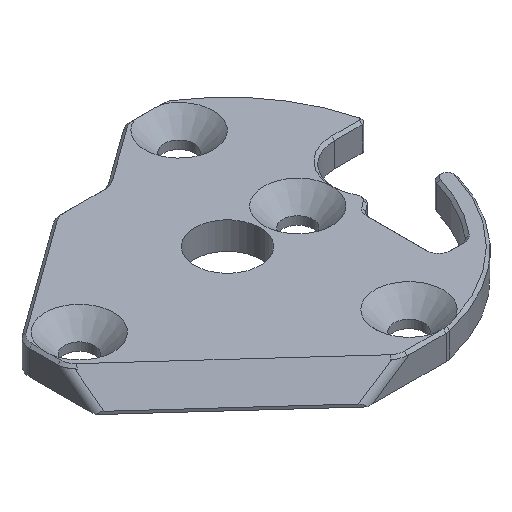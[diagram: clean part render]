
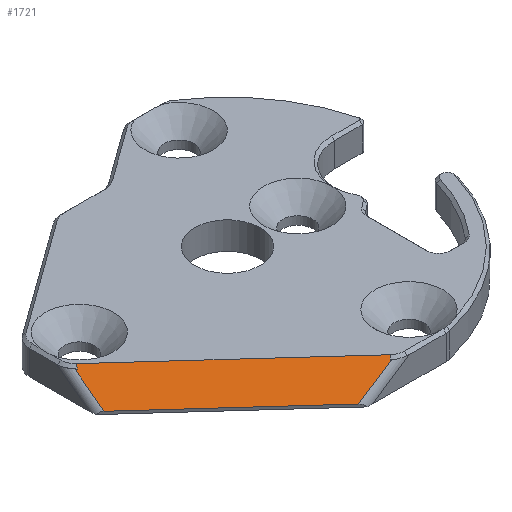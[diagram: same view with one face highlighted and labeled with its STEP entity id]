
A CAD part, isometric view. The second image highlights one B-rep face of the part: STEP entity #1721.
In plain terms, the highlighted planar face has unit normal (-0.475, -0.524, 0.707).
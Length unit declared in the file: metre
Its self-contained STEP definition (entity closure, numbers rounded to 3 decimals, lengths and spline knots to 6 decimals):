
#16=ELLIPSE('',#1931,0.002828,0.002);
#17=ELLIPSE('',#1932,0.002828,0.002);
#52=PLANE('',#1930);
#153=LINE('',#2791,#284);
#211=LINE('',#3023,#342);
#213=LINE('',#3027,#344);
#214=LINE('',#3030,#345);
#215=LINE('',#3034,#346);
#216=LINE('',#3037,#347);
#284=VECTOR('',#2202,1.);
#342=VECTOR('',#2426,1.);
#344=VECTOR('',#2432,1.);
#345=VECTOR('',#2433,1.);
#346=VECTOR('',#2436,1.);
#347=VECTOR('',#2439,1.);
#780=ORIENTED_EDGE('',*,*,#1093,.T.);
#781=ORIENTED_EDGE('',*,*,#1094,.T.);
#782=ORIENTED_EDGE('',*,*,#1095,.F.);
#783=ORIENTED_EDGE('',*,*,#1096,.F.);
#784=ORIENTED_EDGE('',*,*,#993,.F.);
#785=ORIENTED_EDGE('',*,*,#1091,.T.);
#786=ORIENTED_EDGE('',*,*,#1097,.F.);
#787=ORIENTED_EDGE('',*,*,#1098,.T.);
#993=EDGE_CURVE('',#1226,#1227,#153,.T.);
#1091=EDGE_CURVE('',#1226,#1271,#211,.T.);
#1093=EDGE_CURVE('',#1272,#1273,#213,.T.);
#1094=EDGE_CURVE('',#1273,#1274,#214,.T.);
#1095=EDGE_CURVE('',#1275,#1274,#16,.T.);
#1096=EDGE_CURVE('',#1227,#1275,#215,.T.);
#1097=EDGE_CURVE('',#1276,#1271,#17,.T.);
#1098=EDGE_CURVE('',#1276,#1272,#216,.T.);
#1226=VERTEX_POINT('',#2790);
#1227=VERTEX_POINT('',#2792);
#1271=VERTEX_POINT('',#3022);
#1272=VERTEX_POINT('',#3028);
#1273=VERTEX_POINT('',#3029);
#1274=VERTEX_POINT('',#3031);
#1275=VERTEX_POINT('',#3033);
#1276=VERTEX_POINT('',#3036);
#1472=EDGE_LOOP('',(#780,#781,#782,#783,#784,#785,#786,#787));
#1585=FACE_BOUND('',#1472,.T.);
#1721=ADVANCED_FACE('',(#1585),#52,.T.);
#1930=AXIS2_PLACEMENT_3D('',#3026,#2430,#2431);
#1931=AXIS2_PLACEMENT_3D('',#3032,#2434,#2435);
#1932=AXIS2_PLACEMENT_3D('',#3035,#2437,#2438);
#2202=DIRECTION('',(0.741,-0.671,0.));
#2426=DIRECTION('',(-0.475,-0.524,-0.707));
#2430=DIRECTION('',(-0.475,-0.524,0.707));
#2431=DIRECTION('',(-0.741,0.671,0.));
#2432=DIRECTION('',(0.741,-0.671,0.));
#2433=DIRECTION('',(0.83,0.,0.557));
#2434=DIRECTION('',(-0.475,-0.524,0.707));
#2435=DIRECTION('',(-0.475,-0.524,-0.707));
#2436=DIRECTION('',(-0.475,-0.524,-0.707));
#2437=DIRECTION('',(-0.475,-0.524,0.707));
#2438=DIRECTION('',(-0.475,-0.524,-0.707));
#2439=DIRECTION('',(0.,-0.803,-0.595));
#2790=CARTESIAN_POINT('',(-0.019441,-0.002873,0.003));
#2791=CARTESIAN_POINT('',(-0.00135,-0.01926,0.003));
#2792=CARTESIAN_POINT('',(-0.00135,-0.01926,0.003));
#3022=CARTESIAN_POINT('',(-0.019643,-0.003095,0.0027));
#3023=CARTESIAN_POINT('',(-0.019441,-0.002873,0.003));
#3026=CARTESIAN_POINT('',(-0.010192,-0.011251,0.003));
#3027=CARTESIAN_POINT('',(-0.012427,-0.012869,0.0003));
#3028=CARTESIAN_POINT('',(-0.019775,-0.006214,0.0003));
#3029=CARTESIAN_POINT('',(-0.00508,-0.019524,0.0003));
#3030=CARTESIAN_POINT('',(-0.000372,-0.019524,0.003461));
#3031=CARTESIAN_POINT('',(-0.001504,-0.019524,0.002701));
#3032=CARTESIAN_POINT('',(-0.000209,-0.018,0.0047));
#3033=CARTESIAN_POINT('',(-0.001552,-0.019482,0.0027));
#3034=CARTESIAN_POINT('',(-0.00135,-0.01926,0.003));
#3035=CARTESIAN_POINT('',(-0.0183,-0.001613,0.0047));
#3036=CARTESIAN_POINT('',(-0.019775,-0.002964,0.002709));
#3037=CARTESIAN_POINT('',(-0.019775,-0.005907,0.000528));
